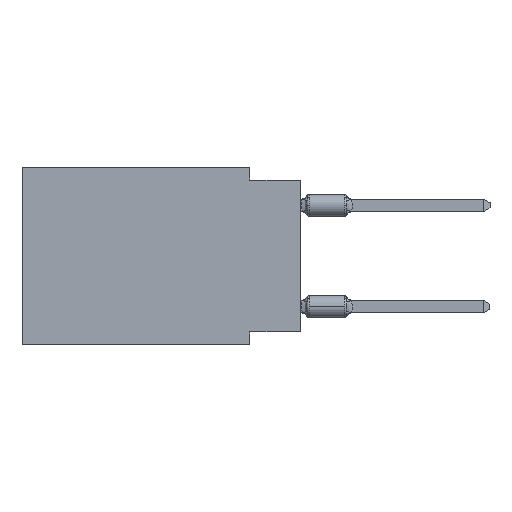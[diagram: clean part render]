
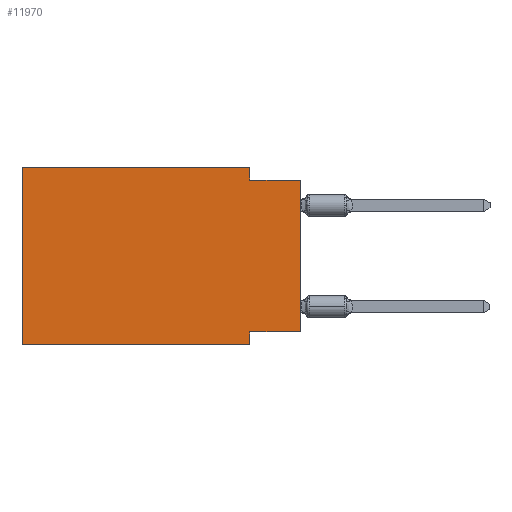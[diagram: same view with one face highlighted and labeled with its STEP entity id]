
A CAD part, left-side view. The second image highlights one B-rep face of the part: STEP entity #11970.
In plain terms, the highlighted planar face has unit normal (-1, 0, 0).
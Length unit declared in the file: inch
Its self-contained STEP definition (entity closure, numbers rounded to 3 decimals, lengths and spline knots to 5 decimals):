
#251 = DIRECTION ( 'NONE',  ( 0., 0., 1. ) ) ;
#5158 = FACE_OUTER_BOUND ( 'NONE', #40697, .T. ) ;
#7156 = CARTESIAN_POINT ( 'NONE',  ( 0., 0.55, -0.35 ) ) ;
#8113 = ORIENTED_EDGE ( 'NONE', *, *, #24358, .T. ) ;
#8654 = CARTESIAN_POINT ( 'NONE',  ( 0., 0., -0.325 ) ) ;
#9042 = ORIENTED_EDGE ( 'NONE', *, *, #28108, .F. ) ;
#9280 = VECTOR ( 'NONE', #36291, 39.37008 ) ;
#9568 = DIRECTION ( 'NONE',  ( 1., 0., 0. ) ) ;
#10495 = EDGE_CURVE ( 'NONE', #26108, #20463, #47236, .T. ) ;
#10876 = CARTESIAN_POINT ( 'NONE',  ( 0., 0., 0. ) ) ;
#11970 = ADVANCED_FACE ( 'NONE', ( #5158 ), #39602, .F. ) ;
#12460 = CARTESIAN_POINT ( 'NONE',  ( 0., 0.1, -0.35 ) ) ;
#12525 = CARTESIAN_POINT ( 'NONE',  ( 0., 0.55, -0.35 ) ) ;
#14285 = CARTESIAN_POINT ( 'NONE',  ( 0., 0.55, 0. ) ) ;
#15150 = VERTEX_POINT ( 'NONE', #17438 ) ;
#15950 = DIRECTION ( 'NONE',  ( 0., -1., 0. ) ) ;
#16429 = CARTESIAN_POINT ( 'NONE',  ( 0., 0.1, -0.325 ) ) ;
#16669 = VERTEX_POINT ( 'NONE', #12525 ) ;
#17438 = CARTESIAN_POINT ( 'NONE',  ( 0., 0.55, 0. ) ) ;
#17556 = VECTOR ( 'NONE', #45495, 39.37008 ) ;
#17647 = LINE ( 'NONE', #36692, #47020 ) ;
#20140 = VECTOR ( 'NONE', #22341, 39.37008 ) ;
#20463 = VERTEX_POINT ( 'NONE', #33162 ) ;
#22245 = CARTESIAN_POINT ( 'NONE',  ( 0., 0., -0.025 ) ) ;
#22341 = DIRECTION ( 'NONE',  ( 0., -1., 0. ) ) ;
#24358 = EDGE_CURVE ( 'NONE', #43900, #20463, #44116, .T. ) ;
#25445 = VERTEX_POINT ( 'NONE', #12460 ) ;
#25460 = DIRECTION ( 'NONE',  ( 0., 1., 0. ) ) ;
#25641 = VECTOR ( 'NONE', #31537, 39.37008 ) ;
#26108 = VERTEX_POINT ( 'NONE', #33870 ) ;
#27178 = AXIS2_PLACEMENT_3D ( 'NONE', #28379, #9568, #46702 ) ;
#27405 = CARTESIAN_POINT ( 'NONE',  ( 0., 0.1, 0. ) ) ;
#28108 = EDGE_CURVE ( 'NONE', #16669, #15150, #29620, .T. ) ;
#28268 = ORIENTED_EDGE ( 'NONE', *, *, #30879, .F. ) ;
#28379 = CARTESIAN_POINT ( 'NONE',  ( 0., 0.55, 0. ) ) ;
#29424 = LINE ( 'NONE', #14285, #20140 ) ;
#29620 = LINE ( 'NONE', #47941, #42974 ) ;
#30879 = EDGE_CURVE ( 'NONE', #43900, #36668, #17647, .T. ) ;
#31053 = LINE ( 'NONE', #27405, #25641 ) ;
#31537 = DIRECTION ( 'NONE',  ( 0., 0., -1. ) ) ;
#32416 = ORIENTED_EDGE ( 'NONE', *, *, #36408, .T. ) ;
#33162 = CARTESIAN_POINT ( 'NONE',  ( 0., 0., -0.025 ) ) ;
#33675 = EDGE_CURVE ( 'NONE', #36668, #25445, #34962, .T. ) ;
#33870 = CARTESIAN_POINT ( 'NONE',  ( 0., 0.1, -0.025 ) ) ;
#34253 = CARTESIAN_POINT ( 'NONE',  ( 0., 0.1, -0.35 ) ) ;
#34962 = LINE ( 'NONE', #34253, #17556 ) ;
#35457 = ORIENTED_EDGE ( 'NONE', *, *, #46456, .F. ) ;
#36291 = DIRECTION ( 'NONE',  ( 0., 0., 1. ) ) ;
#36408 = EDGE_CURVE ( 'NONE', #16669, #25445, #40635, .T. ) ;
#36668 = VERTEX_POINT ( 'NONE', #16429 ) ;
#36692 = CARTESIAN_POINT ( 'NONE',  ( 0., 0., -0.325 ) ) ;
#37104 = VECTOR ( 'NONE', #15950, 39.37008 ) ;
#37834 = VERTEX_POINT ( 'NONE', #37963 ) ;
#37963 = CARTESIAN_POINT ( 'NONE',  ( 0., 0.1, 0. ) ) ;
#39567 = EDGE_CURVE ( 'NONE', #37834, #26108, #31053, .T. ) ;
#39602 = PLANE ( 'NONE',  #27178 ) ;
#40421 = ORIENTED_EDGE ( 'NONE', *, *, #10495, .F. ) ;
#40635 = LINE ( 'NONE', #7156, #37104 ) ;
#40697 = EDGE_LOOP ( 'NONE', ( #8113, #40421, #47906, #35457, #9042, #32416, #47486, #28268 ) ) ;
#42974 = VECTOR ( 'NONE', #251, 39.37008 ) ;
#43544 = VECTOR ( 'NONE', #45215, 39.37008 ) ;
#43900 = VERTEX_POINT ( 'NONE', #8654 ) ;
#44116 = LINE ( 'NONE', #10876, #9280 ) ;
#45215 = DIRECTION ( 'NONE',  ( 0., -1., 0. ) ) ;
#45495 = DIRECTION ( 'NONE',  ( 0., 0., -1. ) ) ;
#46456 = EDGE_CURVE ( 'NONE', #15150, #37834, #29424, .T. ) ;
#46702 = DIRECTION ( 'NONE',  ( 0., 0., -1. ) ) ;
#47020 = VECTOR ( 'NONE', #25460, 39.37008 ) ;
#47236 = LINE ( 'NONE', #22245, #43544 ) ;
#47486 = ORIENTED_EDGE ( 'NONE', *, *, #33675, .F. ) ;
#47906 = ORIENTED_EDGE ( 'NONE', *, *, #39567, .F. ) ;
#47941 = CARTESIAN_POINT ( 'NONE',  ( 0., 0.55, 0. ) ) ;
